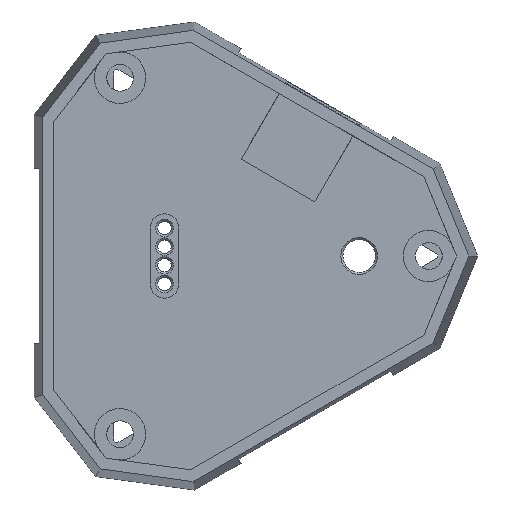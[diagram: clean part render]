
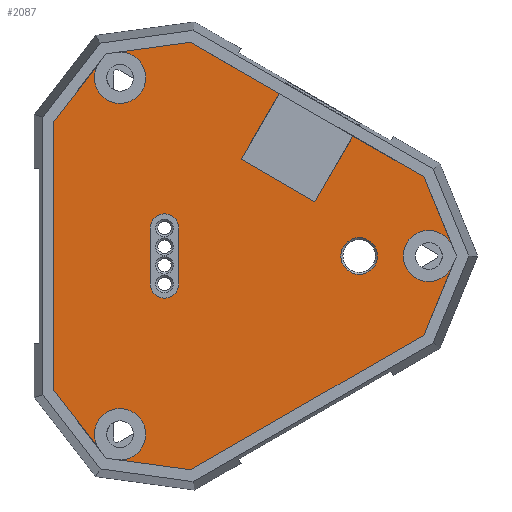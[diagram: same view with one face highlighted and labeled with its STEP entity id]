
A CAD part, front view. The second image highlights one B-rep face of the part: STEP entity #2087.
In plain terms, the highlighted planar face has unit normal (0, -1, 0).
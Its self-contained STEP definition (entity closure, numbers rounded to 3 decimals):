
#31=FACE_BOUND('',#216,.T.);
#32=FACE_BOUND('',#217,.T.);
#102=FACE_OUTER_BOUND('',#215,.T.);
#215=EDGE_LOOP('',(#1582,#1583,#1584,#1585,#1586,#1587,#1588,#1589,#1590,
#1591,#1592,#1593,#1594,#1595,#1596,#1597,#1598));
#216=EDGE_LOOP('',(#1599,#1600,#1601,#1602));
#217=EDGE_LOOP('',(#1603));
#342=CIRCLE('',#2271,2.25);
#346=CIRCLE('',#2277,3.148);
#347=CIRCLE('',#2278,3.148);
#348=CIRCLE('',#2279,3.148);
#349=CIRCLE('',#2280,1.75);
#350=CIRCLE('',#2281,1.75);
#453=LINE('',#3277,#688);
#454=LINE('',#3279,#689);
#455=LINE('',#3281,#690);
#456=LINE('',#3283,#691);
#457=LINE('',#3285,#692);
#458=LINE('',#3287,#693);
#459=LINE('',#3291,#694);
#460=LINE('',#3293,#695);
#461=LINE('',#3295,#696);
#462=LINE('',#3299,#697);
#463=LINE('',#3301,#698);
#464=LINE('',#3303,#699);
#465=LINE('',#3307,#700);
#466=LINE('',#3308,#701);
#467=LINE('',#3311,#702);
#468=LINE('',#3315,#703);
#688=VECTOR('',#2654,10.);
#689=VECTOR('',#2655,10.);
#690=VECTOR('',#2656,10.);
#691=VECTOR('',#2657,10.);
#692=VECTOR('',#2658,10.);
#693=VECTOR('',#2659,10.);
#694=VECTOR('',#2662,10.);
#695=VECTOR('',#2663,10.);
#696=VECTOR('',#2664,10.);
#697=VECTOR('',#2667,10.);
#698=VECTOR('',#2668,10.);
#699=VECTOR('',#2669,10.);
#700=VECTOR('',#2672,10.);
#701=VECTOR('',#2673,10.);
#702=VECTOR('',#2674,10.);
#703=VECTOR('',#2677,10.);
#944=VERTEX_POINT('',#3263);
#948=VERTEX_POINT('',#3275);
#949=VERTEX_POINT('',#3276);
#950=VERTEX_POINT('',#3278);
#951=VERTEX_POINT('',#3280);
#952=VERTEX_POINT('',#3282);
#953=VERTEX_POINT('',#3284);
#954=VERTEX_POINT('',#3286);
#955=VERTEX_POINT('',#3288);
#956=VERTEX_POINT('',#3290);
#957=VERTEX_POINT('',#3292);
#958=VERTEX_POINT('',#3294);
#959=VERTEX_POINT('',#3296);
#960=VERTEX_POINT('',#3298);
#961=VERTEX_POINT('',#3300);
#962=VERTEX_POINT('',#3302);
#963=VERTEX_POINT('',#3304);
#964=VERTEX_POINT('',#3306);
#965=VERTEX_POINT('',#3309);
#966=VERTEX_POINT('',#3310);
#967=VERTEX_POINT('',#3312);
#968=VERTEX_POINT('',#3314);
#1183=EDGE_CURVE('',#944,#944,#342,.T.);
#1189=EDGE_CURVE('',#948,#949,#453,.T.);
#1190=EDGE_CURVE('',#949,#950,#454,.T.);
#1191=EDGE_CURVE('',#950,#951,#455,.T.);
#1192=EDGE_CURVE('',#951,#952,#456,.T.);
#1193=EDGE_CURVE('',#953,#952,#457,.T.);
#1194=EDGE_CURVE('',#954,#953,#458,.T.);
#1195=EDGE_CURVE('',#955,#954,#346,.T.);
#1196=EDGE_CURVE('',#956,#955,#459,.T.);
#1197=EDGE_CURVE('',#957,#956,#460,.T.);
#1198=EDGE_CURVE('',#958,#957,#461,.T.);
#1199=EDGE_CURVE('',#959,#958,#347,.T.);
#1200=EDGE_CURVE('',#960,#959,#462,.T.);
#1201=EDGE_CURVE('',#961,#960,#463,.T.);
#1202=EDGE_CURVE('',#962,#961,#464,.T.);
#1203=EDGE_CURVE('',#963,#962,#348,.T.);
#1204=EDGE_CURVE('',#964,#963,#465,.T.);
#1205=EDGE_CURVE('',#948,#964,#466,.T.);
#1206=EDGE_CURVE('',#965,#966,#467,.T.);
#1207=EDGE_CURVE('',#967,#965,#349,.T.);
#1208=EDGE_CURVE('',#968,#967,#468,.T.);
#1209=EDGE_CURVE('',#966,#968,#350,.T.);
#1582=ORIENTED_EDGE('',*,*,#1189,.T.);
#1583=ORIENTED_EDGE('',*,*,#1190,.T.);
#1584=ORIENTED_EDGE('',*,*,#1191,.T.);
#1585=ORIENTED_EDGE('',*,*,#1192,.T.);
#1586=ORIENTED_EDGE('',*,*,#1193,.F.);
#1587=ORIENTED_EDGE('',*,*,#1194,.F.);
#1588=ORIENTED_EDGE('',*,*,#1195,.F.);
#1589=ORIENTED_EDGE('',*,*,#1196,.F.);
#1590=ORIENTED_EDGE('',*,*,#1197,.F.);
#1591=ORIENTED_EDGE('',*,*,#1198,.F.);
#1592=ORIENTED_EDGE('',*,*,#1199,.F.);
#1593=ORIENTED_EDGE('',*,*,#1200,.F.);
#1594=ORIENTED_EDGE('',*,*,#1201,.F.);
#1595=ORIENTED_EDGE('',*,*,#1202,.F.);
#1596=ORIENTED_EDGE('',*,*,#1203,.F.);
#1597=ORIENTED_EDGE('',*,*,#1204,.F.);
#1598=ORIENTED_EDGE('',*,*,#1205,.F.);
#1599=ORIENTED_EDGE('',*,*,#1206,.F.);
#1600=ORIENTED_EDGE('',*,*,#1207,.F.);
#1601=ORIENTED_EDGE('',*,*,#1208,.F.);
#1602=ORIENTED_EDGE('',*,*,#1209,.F.);
#1603=ORIENTED_EDGE('',*,*,#1183,.F.);
#1990=PLANE('',#2276);
#2087=ADVANCED_FACE('',(#102,#31,#32),#1990,.T.);
#2271=AXIS2_PLACEMENT_3D('',#3264,#2640,#2641);
#2276=AXIS2_PLACEMENT_3D('',#3274,#2652,#2653);
#2277=AXIS2_PLACEMENT_3D('',#3289,#2660,#2661);
#2278=AXIS2_PLACEMENT_3D('',#3297,#2665,#2666);
#2279=AXIS2_PLACEMENT_3D('',#3305,#2670,#2671);
#2280=AXIS2_PLACEMENT_3D('',#3313,#2675,#2676);
#2281=AXIS2_PLACEMENT_3D('',#3316,#2678,#2679);
#2640=DIRECTION('center_axis',(0.,-1.,0.));
#2641=DIRECTION('ref_axis',(1.,0.,0.));
#2652=DIRECTION('center_axis',(0.,-1.,0.));
#2653=DIRECTION('ref_axis',(0.,0.,-1.));
#2654=DIRECTION('',(-0.5,0.,-0.866));
#2655=DIRECTION('',(-0.5,0.,-0.866));
#2656=DIRECTION('',(-0.866,0.,0.5));
#2657=DIRECTION('',(0.5,0.,0.866));
#2658=DIRECTION('',(0.866,0.,-0.5));
#2659=DIRECTION('',(0.991,0.,0.135));
#2660=DIRECTION('center_axis',(0.,-1.,0.));
#2661=DIRECTION('ref_axis',(-1.,0.,0.));
#2662=DIRECTION('',(0.612,0.,0.791));
#2663=DIRECTION('',(0.,0.,1.));
#2664=DIRECTION('',(-0.612,0.,0.791));
#2665=DIRECTION('center_axis',(0.,-1.,0.));
#2666=DIRECTION('ref_axis',(-1.,0.,0.));
#2667=DIRECTION('',(-0.991,0.,0.135));
#2668=DIRECTION('',(-0.866,0.,-0.5));
#2669=DIRECTION('',(-0.378,0.,-0.926));
#2670=DIRECTION('center_axis',(0.,-1.,0.));
#2671=DIRECTION('ref_axis',(-1.,0.,0.));
#2672=DIRECTION('',(0.378,0.,-0.926));
#2673=DIRECTION('',(0.866,0.,-0.5));
#2674=DIRECTION('',(0.,0.,1.));
#2675=DIRECTION('center_axis',(0.,-1.,0.));
#2676=DIRECTION('ref_axis',(1.,0.,0.));
#2677=DIRECTION('',(0.,0.,-1.));
#2678=DIRECTION('center_axis',(0.,-1.,0.));
#2679=DIRECTION('ref_axis',(-1.,0.,0.));
#3263=CARTESIAN_POINT('',(7.169,-30.608,0.));
#3264=CARTESIAN_POINT('Origin',(9.419,-30.608,0.));
#3274=CARTESIAN_POINT('Origin',(-3.598,-30.608,0.));
#3275=CARTESIAN_POINT('',(8.655,-30.608,14.753));
#3276=CARTESIAN_POINT('',(5.406,-30.608,9.126));
#3277=CARTESIAN_POINT('',(2.305,-30.608,3.754));
#3278=CARTESIAN_POINT('',(3.986,-30.608,6.666));
#3279=CARTESIAN_POINT('',(2.305,-30.608,3.754));
#3280=CARTESIAN_POINT('',(-5.073,-30.608,11.896));
#3281=CARTESIAN_POINT('',(2.585,-30.608,7.475));
#3282=CARTESIAN_POINT('',(-0.404,-30.608,19.983));
#3283=CARTESIAN_POINT('',(-6.754,-30.608,8.984));
#3284=CARTESIAN_POINT('',(-11.285,-30.608,26.265));
#3285=CARTESIAN_POINT('',(17.409,-30.608,9.699));
#3286=CARTESIAN_POINT('',(-20.391,-30.608,25.024));
#3287=CARTESIAN_POINT('',(-11.285,-30.608,26.265));
#3288=CARTESIAN_POINT('',(-22.455,-30.608,23.832));
#3289=CARTESIAN_POINT('Origin',(-19.966,-30.608,21.905));
#3290=CARTESIAN_POINT('',(-28.083,-30.608,16.566));
#3291=CARTESIAN_POINT('',(-21.667,-30.608,24.85));
#3292=CARTESIAN_POINT('',(-28.083,-30.608,-16.566));
#3293=CARTESIAN_POINT('',(-28.083,-30.608,16.566));
#3294=CARTESIAN_POINT('',(-22.455,-30.608,-23.832));
#3295=CARTESIAN_POINT('',(-28.083,-30.608,-16.566));
#3296=CARTESIAN_POINT('',(-20.391,-30.608,-25.024));
#3297=CARTESIAN_POINT('Origin',(-19.966,-30.608,-21.905));
#3298=CARTESIAN_POINT('',(-11.285,-30.608,-26.265));
#3299=CARTESIAN_POINT('',(-21.667,-30.608,-24.85));
#3300=CARTESIAN_POINT('',(17.409,-30.608,-9.699));
#3301=CARTESIAN_POINT('',(-11.285,-30.608,-26.265));
#3302=CARTESIAN_POINT('',(20.887,-30.608,-1.191));
#3303=CARTESIAN_POINT('',(17.409,-30.608,-9.699));
#3304=CARTESIAN_POINT('',(20.887,-30.608,1.191));
#3305=CARTESIAN_POINT('Origin',(17.974,-30.608,0.));
#3306=CARTESIAN_POINT('',(17.409,-30.608,9.699));
#3307=CARTESIAN_POINT('',(21.374,-30.608,0.));
#3308=CARTESIAN_POINT('',(17.409,-30.608,9.699));
#3309=CARTESIAN_POINT('',(-12.75,-30.608,-3.429));
#3310=CARTESIAN_POINT('',(-12.75,-30.608,3.429));
#3311=CARTESIAN_POINT('',(-12.75,-30.608,3.429));
#3312=CARTESIAN_POINT('',(-16.25,-30.608,-3.429));
#3313=CARTESIAN_POINT('Origin',(-14.5,-30.608,-3.429));
#3314=CARTESIAN_POINT('',(-16.25,-30.608,3.429));
#3315=CARTESIAN_POINT('',(-16.25,-30.608,-3.429));
#3316=CARTESIAN_POINT('Origin',(-14.5,-30.608,3.429));
